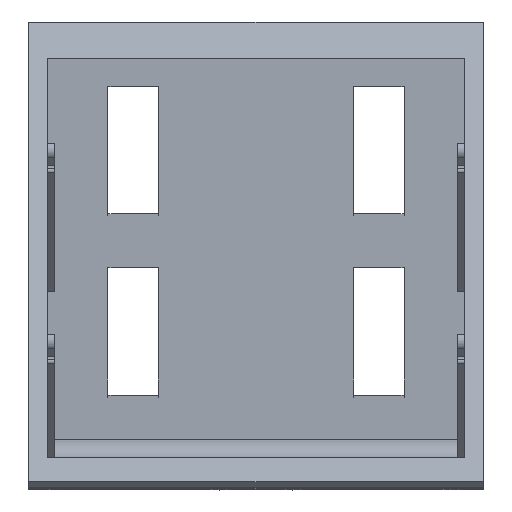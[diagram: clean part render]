
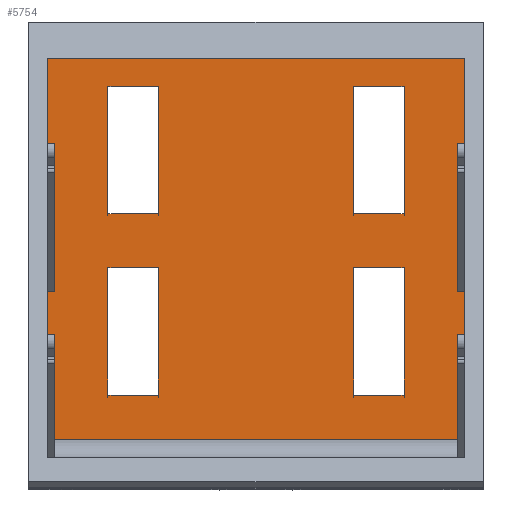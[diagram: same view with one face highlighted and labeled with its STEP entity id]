
A CAD part, top view. The second image highlights one B-rep face of the part: STEP entity #5754.
In plain terms, the highlighted face is planar.
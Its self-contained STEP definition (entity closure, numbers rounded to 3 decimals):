
#221=PLANE('',#6162);
#731=ORIENTED_EDGE('',*,*,#2360,.F.);
#732=ORIENTED_EDGE('',*,*,#2361,.T.);
#733=ORIENTED_EDGE('',*,*,#2362,.T.);
#734=ORIENTED_EDGE('',*,*,#2349,.T.);
#735=ORIENTED_EDGE('',*,*,#2363,.T.);
#736=ORIENTED_EDGE('',*,*,#2364,.T.);
#737=ORIENTED_EDGE('',*,*,#2365,.F.);
#738=ORIENTED_EDGE('',*,*,#2366,.F.);
#739=ORIENTED_EDGE('',*,*,#2367,.T.);
#740=ORIENTED_EDGE('',*,*,#2368,.T.);
#741=ORIENTED_EDGE('',*,*,#2369,.T.);
#742=ORIENTED_EDGE('',*,*,#2370,.T.);
#743=ORIENTED_EDGE('',*,*,#2371,.F.);
#744=ORIENTED_EDGE('',*,*,#2372,.T.);
#745=ORIENTED_EDGE('',*,*,#2373,.T.);
#746=ORIENTED_EDGE('',*,*,#2374,.F.);
#747=ORIENTED_EDGE('',*,*,#2375,.F.);
#748=ORIENTED_EDGE('',*,*,#2376,.T.);
#749=ORIENTED_EDGE('',*,*,#2377,.T.);
#750=ORIENTED_EDGE('',*,*,#2378,.F.);
#751=ORIENTED_EDGE('',*,*,#2379,.F.);
#752=ORIENTED_EDGE('',*,*,#2380,.T.);
#753=ORIENTED_EDGE('',*,*,#2381,.T.);
#754=ORIENTED_EDGE('',*,*,#2382,.F.);
#755=ORIENTED_EDGE('',*,*,#2383,.F.);
#756=ORIENTED_EDGE('',*,*,#2384,.T.);
#757=ORIENTED_EDGE('',*,*,#2385,.T.);
#758=ORIENTED_EDGE('',*,*,#2386,.F.);
#2349=EDGE_CURVE('',#3163,#3162,#3742,.T.);
#2360=EDGE_CURVE('',#3173,#3174,#3748,.T.);
#2361=EDGE_CURVE('',#3173,#3175,#3749,.T.);
#2362=EDGE_CURVE('',#3175,#3163,#3750,.T.);
#2363=EDGE_CURVE('',#3162,#3176,#3751,.T.);
#2364=EDGE_CURVE('',#3176,#3177,#3752,.T.);
#2365=EDGE_CURVE('',#3178,#3177,#3753,.T.);
#2366=EDGE_CURVE('',#3179,#3178,#3754,.T.);
#2367=EDGE_CURVE('',#3179,#3180,#3755,.T.);
#2368=EDGE_CURVE('',#3180,#3181,#3756,.T.);
#2369=EDGE_CURVE('',#3181,#3182,#3757,.T.);
#2370=EDGE_CURVE('',#3182,#3174,#3758,.T.);
#2371=EDGE_CURVE('',#3183,#3184,#3759,.T.);
#2372=EDGE_CURVE('',#3183,#3185,#3760,.T.);
#2373=EDGE_CURVE('',#3185,#3186,#3761,.T.);
#2374=EDGE_CURVE('',#3184,#3186,#3762,.T.);
#2375=EDGE_CURVE('',#3187,#3188,#3763,.T.);
#2376=EDGE_CURVE('',#3187,#3189,#3764,.T.);
#2377=EDGE_CURVE('',#3189,#3190,#3765,.T.);
#2378=EDGE_CURVE('',#3188,#3190,#3766,.T.);
#2379=EDGE_CURVE('',#3191,#3192,#3767,.T.);
#2380=EDGE_CURVE('',#3191,#3193,#3768,.T.);
#2381=EDGE_CURVE('',#3193,#3194,#3769,.T.);
#2382=EDGE_CURVE('',#3192,#3194,#3770,.T.);
#2383=EDGE_CURVE('',#3195,#3196,#3771,.T.);
#2384=EDGE_CURVE('',#3195,#3197,#3772,.T.);
#2385=EDGE_CURVE('',#3197,#3198,#3773,.T.);
#2386=EDGE_CURVE('',#3196,#3198,#3774,.T.);
#3162=VERTEX_POINT('',#8685);
#3163=VERTEX_POINT('',#8687);
#3173=VERTEX_POINT('',#8710);
#3174=VERTEX_POINT('',#8711);
#3175=VERTEX_POINT('',#8713);
#3176=VERTEX_POINT('',#8716);
#3177=VERTEX_POINT('',#8718);
#3178=VERTEX_POINT('',#8720);
#3179=VERTEX_POINT('',#8722);
#3180=VERTEX_POINT('',#8724);
#3181=VERTEX_POINT('',#8726);
#3182=VERTEX_POINT('',#8728);
#3183=VERTEX_POINT('',#8731);
#3184=VERTEX_POINT('',#8732);
#3185=VERTEX_POINT('',#8734);
#3186=VERTEX_POINT('',#8736);
#3187=VERTEX_POINT('',#8739);
#3188=VERTEX_POINT('',#8740);
#3189=VERTEX_POINT('',#8742);
#3190=VERTEX_POINT('',#8744);
#3191=VERTEX_POINT('',#8747);
#3192=VERTEX_POINT('',#8748);
#3193=VERTEX_POINT('',#8750);
#3194=VERTEX_POINT('',#8752);
#3195=VERTEX_POINT('',#8755);
#3196=VERTEX_POINT('',#8756);
#3197=VERTEX_POINT('',#8758);
#3198=VERTEX_POINT('',#8760);
#3742=LINE('',#8686,#4248);
#3748=LINE('',#8709,#4254);
#3749=LINE('',#8712,#4255);
#3750=LINE('',#8714,#4256);
#3751=LINE('',#8715,#4257);
#3752=LINE('',#8717,#4258);
#3753=LINE('',#8719,#4259);
#3754=LINE('',#8721,#4260);
#3755=LINE('',#8723,#4261);
#3756=LINE('',#8725,#4262);
#3757=LINE('',#8727,#4263);
#3758=LINE('',#8729,#4264);
#3759=LINE('',#8730,#4265);
#3760=LINE('',#8733,#4266);
#3761=LINE('',#8735,#4267);
#3762=LINE('',#8737,#4268);
#3763=LINE('',#8738,#4269);
#3764=LINE('',#8741,#4270);
#3765=LINE('',#8743,#4271);
#3766=LINE('',#8745,#4272);
#3767=LINE('',#8746,#4273);
#3768=LINE('',#8749,#4274);
#3769=LINE('',#8751,#4275);
#3770=LINE('',#8753,#4276);
#3771=LINE('',#8754,#4277);
#3772=LINE('',#8757,#4278);
#3773=LINE('',#8759,#4279);
#3774=LINE('',#8761,#4280);
#4248=VECTOR('',#6860,1000.);
#4254=VECTOR('',#6880,1000.);
#4255=VECTOR('',#6881,1000.);
#4256=VECTOR('',#6882,1000.);
#4257=VECTOR('',#6883,1000.);
#4258=VECTOR('',#6884,1000.);
#4259=VECTOR('',#6885,1000.);
#4260=VECTOR('',#6886,1000.);
#4261=VECTOR('',#6887,1000.);
#4262=VECTOR('',#6888,1000.);
#4263=VECTOR('',#6889,1000.);
#4264=VECTOR('',#6890,1000.);
#4265=VECTOR('',#6891,1000.);
#4266=VECTOR('',#6892,1000.);
#4267=VECTOR('',#6893,1000.);
#4268=VECTOR('',#6894,1000.);
#4269=VECTOR('',#6895,1000.);
#4270=VECTOR('',#6896,1000.);
#4271=VECTOR('',#6897,1000.);
#4272=VECTOR('',#6898,1000.);
#4273=VECTOR('',#6899,1000.);
#4274=VECTOR('',#6900,1000.);
#4275=VECTOR('',#6901,1000.);
#4276=VECTOR('',#6902,1000.);
#4277=VECTOR('',#6903,1000.);
#4278=VECTOR('',#6904,1000.);
#4279=VECTOR('',#6905,1000.);
#4280=VECTOR('',#6906,1000.);
#4722=EDGE_LOOP('',(#731,#732,#733,#734,#735,#736,#737,#738,#739,#740,#741,
#742));
#4723=EDGE_LOOP('',(#743,#744,#745,#746));
#4724=EDGE_LOOP('',(#747,#748,#749,#750));
#4725=EDGE_LOOP('',(#751,#752,#753,#754));
#4726=EDGE_LOOP('',(#755,#756,#757,#758));
#5180=FACE_BOUND('',#4722,.T.);
#5181=FACE_BOUND('',#4723,.T.);
#5182=FACE_BOUND('',#4724,.T.);
#5183=FACE_BOUND('',#4725,.T.);
#5184=FACE_BOUND('',#4726,.T.);
#5754=ADVANCED_FACE('',(#5180,#5181,#5182,#5183,#5184),#221,.T.);
#6162=AXIS2_PLACEMENT_3D('',#8708,#6878,#6879);
#6860=DIRECTION('',(0.,-1.,0.));
#6878=DIRECTION('',(1.,0.,0.));
#6879=DIRECTION('',(0.,0.,-1.));
#6880=DIRECTION('',(0.,0.,1.));
#6881=DIRECTION('',(0.,-1.,0.));
#6882=DIRECTION('',(0.,0.,1.));
#6883=DIRECTION('',(0.,0.,-1.));
#6884=DIRECTION('',(0.,1.,0.));
#6885=DIRECTION('',(0.,0.,-1.));
#6886=DIRECTION('',(0.,-1.,0.));
#6887=DIRECTION('',(0.,0.,-1.));
#6888=DIRECTION('',(0.,1.,0.));
#6889=DIRECTION('',(0.,0.,1.));
#6890=DIRECTION('',(0.,-1.,0.));
#6891=DIRECTION('',(0.,0.,-1.));
#6892=DIRECTION('',(0.,1.,0.));
#6893=DIRECTION('',(0.,0.,-1.));
#6894=DIRECTION('',(0.,1.,0.));
#6895=DIRECTION('',(0.,0.,-1.));
#6896=DIRECTION('',(0.,1.,0.));
#6897=DIRECTION('',(0.,0.,-1.));
#6898=DIRECTION('',(0.,1.,0.));
#6899=DIRECTION('',(0.,0.,-1.));
#6900=DIRECTION('',(0.,1.,0.));
#6901=DIRECTION('',(0.,0.,-1.));
#6902=DIRECTION('',(0.,1.,0.));
#6903=DIRECTION('',(0.,0.,-1.));
#6904=DIRECTION('',(0.,1.,0.));
#6905=DIRECTION('',(0.,0.,-1.));
#6906=DIRECTION('',(0.,1.,0.));
#8685=CARTESIAN_POINT('',(7.,8.,34.));
#8686=CARTESIAN_POINT('',(7.,105.,34.));
#8687=CARTESIAN_POINT('',(7.,32.119,34.));
#8708=CARTESIAN_POINT('',(7.,0.,0.));
#8709=CARTESIAN_POINT('',(7.,43.7,32.8));
#8710=CARTESIAN_POINT('',(7.,43.7,32.8));
#8711=CARTESIAN_POINT('',(7.,43.7,34.));
#8712=CARTESIAN_POINT('',(7.,43.7,32.8));
#8713=CARTESIAN_POINT('',(7.,32.119,32.8));
#8714=CARTESIAN_POINT('',(7.,32.119,32.8));
#8715=CARTESIAN_POINT('',(7.,8.,-34.));
#8716=CARTESIAN_POINT('',(7.,8.,-34.));
#8717=CARTESIAN_POINT('',(7.,5.,-34.));
#8718=CARTESIAN_POINT('',(7.,32.119,-34.));
#8719=CARTESIAN_POINT('',(7.,32.119,-32.8));
#8720=CARTESIAN_POINT('',(7.,32.119,-32.8));
#8721=CARTESIAN_POINT('',(7.,43.7,-32.8));
#8722=CARTESIAN_POINT('',(7.,43.7,-32.8));
#8723=CARTESIAN_POINT('',(7.,43.7,-32.8));
#8724=CARTESIAN_POINT('',(7.,43.7,-34.));
#8725=CARTESIAN_POINT('',(7.,5.,-34.));
#8726=CARTESIAN_POINT('',(7.,70.06,-34.));
#8727=CARTESIAN_POINT('',(7.,70.06,37.));
#8728=CARTESIAN_POINT('',(7.,70.06,34.));
#8729=CARTESIAN_POINT('',(7.,105.,34.));
#8730=CARTESIAN_POINT('',(7.,15.3,24.08));
#8731=CARTESIAN_POINT('',(7.,15.3,24.08));
#8732=CARTESIAN_POINT('',(7.,15.3,15.92));
#8733=CARTESIAN_POINT('',(7.,15.3,24.08));
#8734=CARTESIAN_POINT('',(7.,36.,24.08));
#8735=CARTESIAN_POINT('',(7.,36.,24.08));
#8736=CARTESIAN_POINT('',(7.,36.,15.92));
#8737=CARTESIAN_POINT('',(7.,15.3,15.92));
#8738=CARTESIAN_POINT('',(7.,44.8,24.08));
#8739=CARTESIAN_POINT('',(7.,44.8,24.08));
#8740=CARTESIAN_POINT('',(7.,44.8,15.92));
#8741=CARTESIAN_POINT('',(7.,44.8,24.08));
#8742=CARTESIAN_POINT('',(7.,65.5,24.08));
#8743=CARTESIAN_POINT('',(7.,65.5,24.08));
#8744=CARTESIAN_POINT('',(7.,65.5,15.92));
#8745=CARTESIAN_POINT('',(7.,44.8,15.92));
#8746=CARTESIAN_POINT('',(7.,15.3,-15.92));
#8747=CARTESIAN_POINT('',(7.,15.3,-15.92));
#8748=CARTESIAN_POINT('',(7.,15.3,-24.08));
#8749=CARTESIAN_POINT('',(7.,15.3,-15.92));
#8750=CARTESIAN_POINT('',(7.,36.,-15.92));
#8751=CARTESIAN_POINT('',(7.,36.,-15.92));
#8752=CARTESIAN_POINT('',(7.,36.,-24.08));
#8753=CARTESIAN_POINT('',(7.,15.3,-24.08));
#8754=CARTESIAN_POINT('',(7.,44.8,-15.92));
#8755=CARTESIAN_POINT('',(7.,44.8,-15.92));
#8756=CARTESIAN_POINT('',(7.,44.8,-24.08));
#8757=CARTESIAN_POINT('',(7.,44.8,-15.92));
#8758=CARTESIAN_POINT('',(7.,65.5,-15.92));
#8759=CARTESIAN_POINT('',(7.,65.5,-15.92));
#8760=CARTESIAN_POINT('',(7.,65.5,-24.08));
#8761=CARTESIAN_POINT('',(7.,44.8,-24.08));
